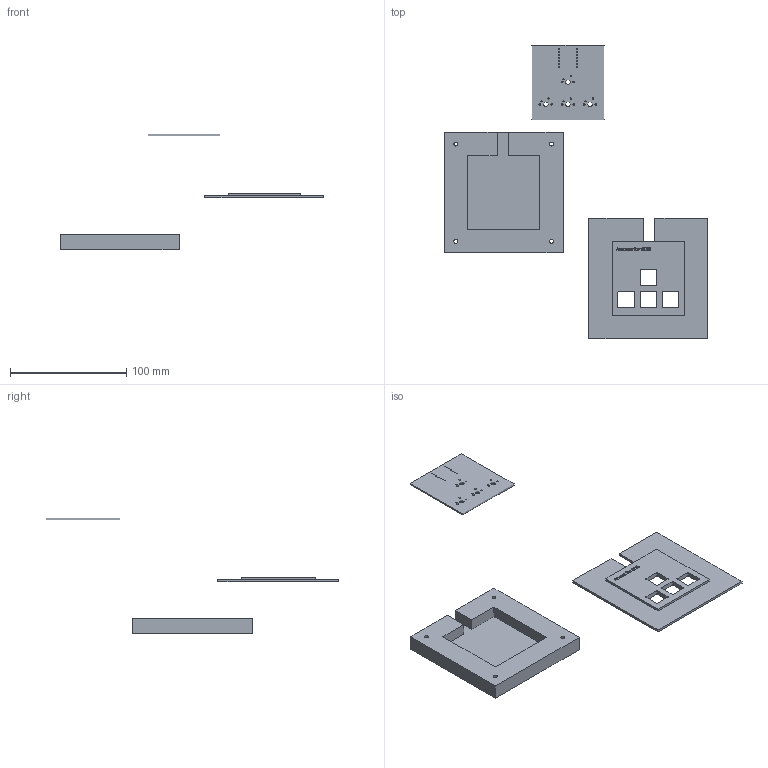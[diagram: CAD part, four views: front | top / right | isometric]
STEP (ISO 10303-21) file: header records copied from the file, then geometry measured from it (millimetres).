
FILE_DESCRIPTION(/* description */ ('STEP AP242','CAx-IF Rec.Pracs.---Representation and Presentation of Product Manufacturing Information (PMI)---4.0---2014-10-13','CAx-IF Rec.Pracs.---3D Tessellated Geometry---0.4---2014-09-14','2;1'),/* implementation_level */ '2;1');
FILE_NAME(/* name */ 'Assembly 1',/* time_stamp */ '2025-06-17T20:36:49Z',/* author */ (''),/* organization */ (''),/* preprocessor_version */ 'ST-DEVELOPER v20',/* originating_system */ 'ONSHAPE BY PTC INC, 1.199',/* authorisation */ ' ');
FILE_SCHEMA (('AP242_MANAGED_MODEL_BASED_3D_ENGINEERING_MIM_LF { 1 0 10303 442 1 1 4 }'));
Length unit declared in the file: metre
Products named in the file (4): Assembly 1; Part 1
Assembly tree (3 placements, depth 2):
  Assembly 1
    Part 1
    Part 1
    Part 1
Bounding box: 226.8 x 252.31 x 99.87 mm (x, y, z)
Volume: 121471.9 mm3; surface area: 59793.2 mm2
Topology: 2 solids, 3 shells, 252 faces, 699 edges, 466 vertices
Faces by surface type: plane 122, bspline 69, cylinder 60, other 1
Full cylindrical faces by diameter (mm): 3.4 x4
Entity records: 8380 total; most frequent: CARTESIAN_POINT 2175, ORIENTED_EDGE 1390, DIRECTION 1049, EDGE_CURVE 695, VERTEX_POINT 466, LINE 437, VECTOR 437, AXIS2_PLACEMENT_3D 306
